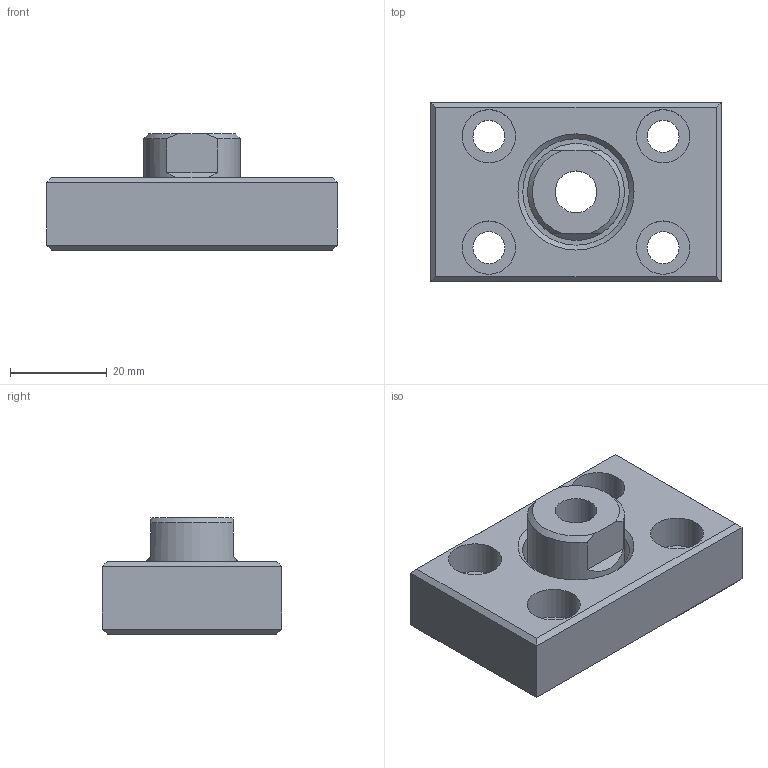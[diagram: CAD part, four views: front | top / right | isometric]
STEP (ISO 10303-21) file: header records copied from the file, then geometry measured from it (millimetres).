
FILE_DESCRIPTION(/* description */ (''),/* implementation_level */ '2;1');
FILE_NAME(/* name */ 'fkb_25-32.stp',/* time_stamp */ '2017-10-17T10:58:58+02:00',/* author */ ('Hamoud'),/* organization */ (''),/* preprocessor_version */ 'ST-DEVELOPER v15.6',/* originating_system */ 'Autodesk Inventor LT ',/* authorisation */ '');
FILE_SCHEMA (('AUTOMOTIVE_DESIGN { 1 0 10303 214 3 1 1 }'));
Length unit declared in the file: millimetre
Products named in the file (1): fkb_25-32
Bounding box: 60 x 37 x 24 mm (x, y, z)
Volume: 28886.6 mm3; surface area: 12347.2 mm2
Topology: 2 solids, 2 shells, 46 faces, 96 edges, 60 vertices
Faces by surface type: plane 26, cylinder 13, cone 7
Full cylindrical faces by diameter (mm): 6.6 x4, 8.647 x1, 11 x4, 20 x1, 22 x1, 30 x1, 32 x1
Entity records: 1162 total; most frequent: DIRECTION 202, CARTESIAN_POINT 189, ORIENTED_EDGE 152, AXIS2_PLACEMENT_3D 83, EDGE_LOOP 82, EDGE_CURVE 76, VERTEX_POINT 58, FACE_OUTER_BOUND 46
